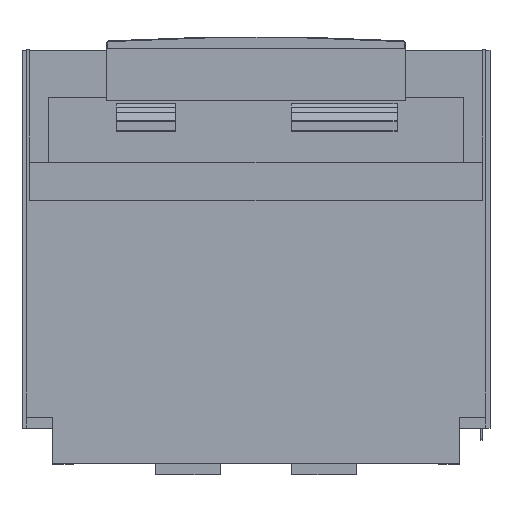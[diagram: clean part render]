
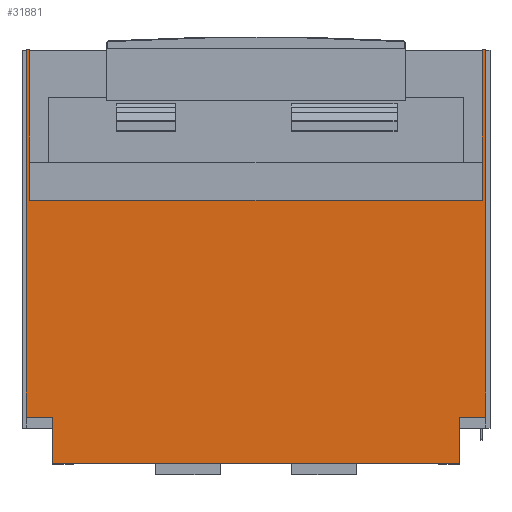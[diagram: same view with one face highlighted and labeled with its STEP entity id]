
A CAD part, top view. The second image highlights one B-rep face of the part: STEP entity #31881.
In plain terms, the highlighted planar face has unit normal (0, 0, 1).
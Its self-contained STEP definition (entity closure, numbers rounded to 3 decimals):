
#31790=AXIS2_PLACEMENT_3D('Plane Axis2P3D',#31787,#31788,#31789) ;
#31756=CARTESIAN_POINT('Vertex',(188.25,-340.,425.)) ;
#31759=CARTESIAN_POINT('Line Origine',(188.25,-361.5,425.)) ;
#31763=CARTESIAN_POINT('Vertex',(188.25,-383.,425.)) ;
#31787=CARTESIAN_POINT('Axis2P3D Location',(212.5,0.,425.)) ;
#31792=CARTESIAN_POINT('Line Origine',(-211.,0.,425.)) ;
#31796=CARTESIAN_POINT('Vertex',(-212.5,0.,425.)) ;
#31798=CARTESIAN_POINT('Vertex',(-209.5,0.,425.)) ;
#31801=CARTESIAN_POINT('Line Origine',(-212.5,-170.,425.)) ;
#31805=CARTESIAN_POINT('Vertex',(-212.5,-340.,425.)) ;
#31808=CARTESIAN_POINT('Line Origine',(-200.375,-340.,425.)) ;
#31812=CARTESIAN_POINT('Vertex',(-188.25,-340.,425.)) ;
#31815=CARTESIAN_POINT('Line Origine',(-188.25,-361.5,425.)) ;
#31819=CARTESIAN_POINT('Vertex',(-188.25,-383.,425.)) ;
#31822=CARTESIAN_POINT('Line Origine',(0.,-383.,425.)) ;
#31827=CARTESIAN_POINT('Line Origine',(200.375,-340.,425.)) ;
#31831=CARTESIAN_POINT('Vertex',(212.5,-340.,425.)) ;
#31834=CARTESIAN_POINT('Line Origine',(212.5,-170.,425.)) ;
#31838=CARTESIAN_POINT('Vertex',(212.5,0.,425.)) ;
#31841=CARTESIAN_POINT('Line Origine',(211.,0.,425.)) ;
#31845=CARTESIAN_POINT('Vertex',(209.5,0.,425.)) ;
#31848=CARTESIAN_POINT('Line Origine',(209.5,-69.75,425.)) ;
#31852=CARTESIAN_POINT('Vertex',(209.5,-139.5,425.)) ;
#31855=CARTESIAN_POINT('Line Origine',(0.,-139.5,425.)) ;
#31859=CARTESIAN_POINT('Vertex',(-209.5,-139.5,425.)) ;
#31862=CARTESIAN_POINT('Line Origine',(-209.5,-69.75,425.)) ;
#31760=DIRECTION('Vector Direction',(0.,-1.,0.)) ;
#31788=DIRECTION('Axis2P3D Direction',(0.,0.,1.)) ;
#31789=DIRECTION('Axis2P3D XDirection',(-1.,0.,0.)) ;
#31793=DIRECTION('Vector Direction',(-1.,0.,0.)) ;
#31802=DIRECTION('Vector Direction',(0.,-1.,0.)) ;
#31809=DIRECTION('Vector Direction',(-1.,0.,0.)) ;
#31816=DIRECTION('Vector Direction',(0.,-1.,0.)) ;
#31823=DIRECTION('Vector Direction',(1.,0.,0.)) ;
#31828=DIRECTION('Vector Direction',(-1.,0.,0.)) ;
#31835=DIRECTION('Vector Direction',(0.,-1.,0.)) ;
#31842=DIRECTION('Vector Direction',(-1.,0.,0.)) ;
#31849=DIRECTION('Vector Direction',(0.,-1.,0.)) ;
#31856=DIRECTION('Vector Direction',(-1.,0.,0.)) ;
#31863=DIRECTION('Vector Direction',(0.,-1.,0.)) ;
#31761=VECTOR('Line Direction',#31760,1.) ;
#31794=VECTOR('Line Direction',#31793,1.) ;
#31803=VECTOR('Line Direction',#31802,1.) ;
#31810=VECTOR('Line Direction',#31809,1.) ;
#31817=VECTOR('Line Direction',#31816,1.) ;
#31824=VECTOR('Line Direction',#31823,1.) ;
#31829=VECTOR('Line Direction',#31828,1.) ;
#31836=VECTOR('Line Direction',#31835,1.) ;
#31843=VECTOR('Line Direction',#31842,1.) ;
#31850=VECTOR('Line Direction',#31849,1.) ;
#31857=VECTOR('Line Direction',#31856,1.) ;
#31864=VECTOR('Line Direction',#31863,1.) ;
#31868=ORIENTED_EDGE('',*,*,#31800,.F.) ;
#31869=ORIENTED_EDGE('',*,*,#31807,.T.) ;
#31870=ORIENTED_EDGE('',*,*,#31814,.T.) ;
#31871=ORIENTED_EDGE('',*,*,#31821,.T.) ;
#31872=ORIENTED_EDGE('',*,*,#31826,.F.) ;
#31873=ORIENTED_EDGE('',*,*,#31765,.F.) ;
#31874=ORIENTED_EDGE('',*,*,#31833,.T.) ;
#31875=ORIENTED_EDGE('',*,*,#31840,.F.) ;
#31876=ORIENTED_EDGE('',*,*,#31847,.F.) ;
#31877=ORIENTED_EDGE('',*,*,#31854,.T.) ;
#31878=ORIENTED_EDGE('',*,*,#31861,.F.) ;
#31879=ORIENTED_EDGE('',*,*,#31866,.F.) ;
#31881=ADVANCED_FACE('RX0153102_SIMUL_PF_N2_III.1\\PartBody',(#31880),#31791,.T.) ;
#31765=EDGE_CURVE('',#31757,#31764,#31762,.T.) ;
#31800=EDGE_CURVE('',#31797,#31799,#31795,.F.) ;
#31807=EDGE_CURVE('',#31797,#31806,#31804,.T.) ;
#31814=EDGE_CURVE('',#31806,#31813,#31811,.F.) ;
#31821=EDGE_CURVE('',#31813,#31820,#31818,.T.) ;
#31826=EDGE_CURVE('',#31764,#31820,#31825,.F.) ;
#31833=EDGE_CURVE('',#31757,#31832,#31830,.F.) ;
#31840=EDGE_CURVE('',#31839,#31832,#31837,.T.) ;
#31847=EDGE_CURVE('',#31846,#31839,#31844,.F.) ;
#31854=EDGE_CURVE('',#31846,#31853,#31851,.T.) ;
#31861=EDGE_CURVE('',#31860,#31853,#31858,.F.) ;
#31866=EDGE_CURVE('',#31799,#31860,#31865,.T.) ;
#31867=EDGE_LOOP('',(#31868,#31869,#31870,#31871,#31872,#31873,#31874,#31875,#31876,#31877,#31878,#31879)) ;
#31880=FACE_OUTER_BOUND('',#31867,.T.) ;
#31762=LINE('Line',#31759,#31761) ;
#31795=LINE('Line',#31792,#31794) ;
#31804=LINE('Line',#31801,#31803) ;
#31811=LINE('Line',#31808,#31810) ;
#31818=LINE('Line',#31815,#31817) ;
#31825=LINE('Line',#31822,#31824) ;
#31830=LINE('Line',#31827,#31829) ;
#31837=LINE('Line',#31834,#31836) ;
#31844=LINE('Line',#31841,#31843) ;
#31851=LINE('Line',#31848,#31850) ;
#31858=LINE('Line',#31855,#31857) ;
#31865=LINE('Line',#31862,#31864) ;
#31791=PLANE('',#31790) ;
#31757=VERTEX_POINT('',#31756) ;
#31764=VERTEX_POINT('',#31763) ;
#31797=VERTEX_POINT('',#31796) ;
#31799=VERTEX_POINT('',#31798) ;
#31806=VERTEX_POINT('',#31805) ;
#31813=VERTEX_POINT('',#31812) ;
#31820=VERTEX_POINT('',#31819) ;
#31832=VERTEX_POINT('',#31831) ;
#31839=VERTEX_POINT('',#31838) ;
#31846=VERTEX_POINT('',#31845) ;
#31853=VERTEX_POINT('',#31852) ;
#31860=VERTEX_POINT('',#31859) ;
